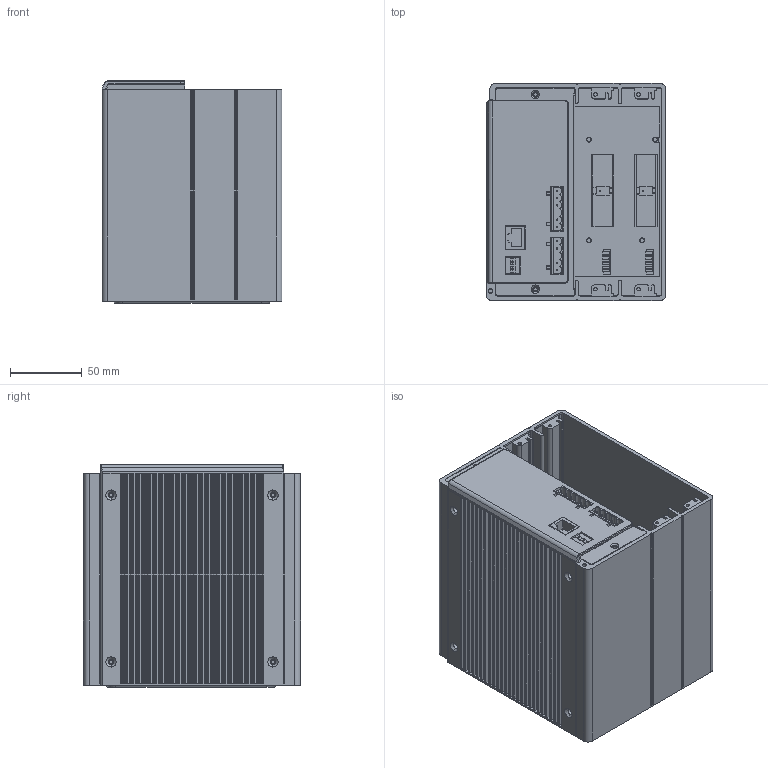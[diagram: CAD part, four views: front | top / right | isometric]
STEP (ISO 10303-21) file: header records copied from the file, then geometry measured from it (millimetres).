
FILE_DESCRIPTION((''),'2;1');
FILE_NAME('3D_EDS-608','2014-04-04T',('Sam_Liu'),(''),'PRO/ENGINEER BY PARAMETRIC TECHNOLOGY CORPORATION, 2009360','PRO/ENGINEER BY PARAMETRIC TECHNOLOGY CORPORATION, 2009360','');
FILE_SCHEMA(('CONFIG_CONTROL_DESIGN'));
Products named in the file (1): 3D_EDS-608
Bounding box: 125 x 151 x 154.9 mm (x, y, z)
Volume: 582339.6 mm3; surface area: 449791.1 mm2
Topology: 4 solids, 9 shells, 2585 faces, 6579 edges, 4240 vertices
Faces by surface type: plane 1589, cylinder 865, cone 48, torus 43, sphere 33, bspline 7
Entity records: 78103 total; most frequent: CARTESIAN_POINT 13974, DIRECTION 13498, ORIENTED_EDGE 13092, EDGE_CURVE 6546, VECTOR 4578, LINE 4578, AXIS2_PLACEMENT_3D 4460, VERTEX_POINT 4240
